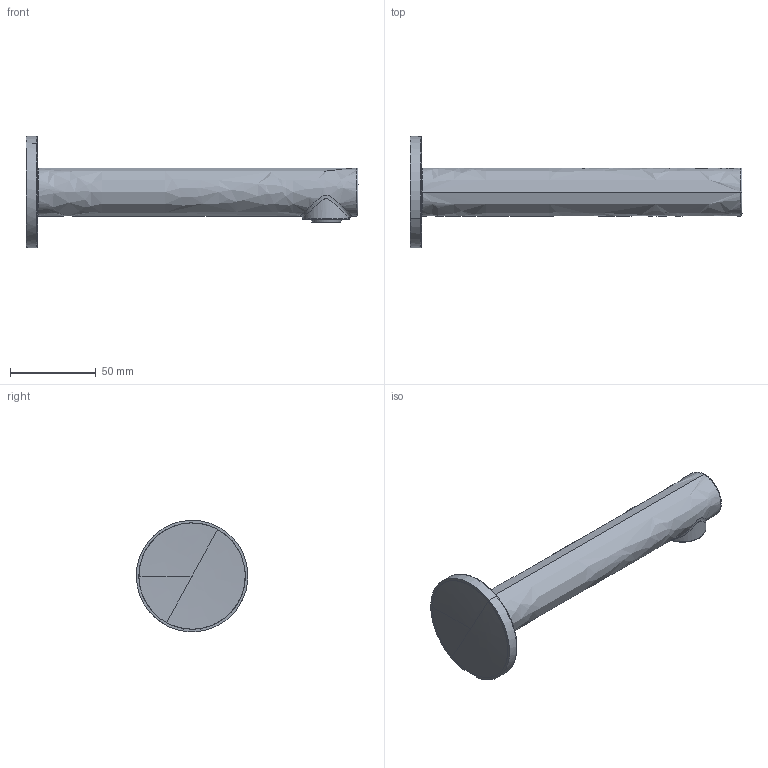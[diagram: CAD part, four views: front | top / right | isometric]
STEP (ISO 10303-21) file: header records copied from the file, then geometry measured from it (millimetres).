
FILE_DESCRIPTION(('CAx-IF Rec.Pracs.---Model Styling and Organization---1.2---2011-12-15','CAx-IF Rec.Pracs.---Geometric and Assembly Validation Properties---4.1---2014-06-16','CAx-IF Rec.Pracs.---PMI Polyline Presentation---2.0---2013-05-24'),'2;1');
FILE_NAME('1000110928_PPR_000.stp','2017-01-10T06:20:06+01:00',(''),(''),'STEP Interface 4.0.1101 by CT CoreTechnologie','3D_Evolution4.0.1101 by CT CoreTechnologie','');
FILE_SCHEMA(('AP203_CONFIGURATION_CONTROLLED_3D_DESIGN_OF_MECHANICAL_PARTS_AND_ASSEMBLIES_MIM_LF'));
Length unit declared in the file: millimetre
Products named in the file (6): P_2 Wanneneinlauf Axor Uno³ 1000110928_PPR_000_A0; P_2 Auslauf Wanneneinlauf Axor Uno³ 1000110926_PPA_000_A0; Gewindestift DIN914-M5x6-A2 1000025631_PPA_000_A0; SR_CA-M24x1_CC_C-air_dunkelgrau 1000099548_PPR_000_A0; SR_CA_M24x1_CC_C-air_dunkelgrau Dummy 1000099549_PPA_000_A0; P_2 Rosette_WE_Metropol_S 1000110535_PPA_000_A0
Assembly tree (5 placements, depth 3):
  P_2 Wanneneinlauf Axor Uno³ 1000110928_PPR_000_A0
    P_2 Auslauf Wanneneinlauf Axor Uno³ 1000110926_PPA_000_A0
    Gewindestift DIN914-M5x6-A2 1000025631_PPA_000_A0
    SR_CA-M24x1_CC_C-air_dunkelgrau 1000099548_PPR_000_A0
      SR_CA_M24x1_CC_C-air_dunkelgrau Dummy 1000099549_PPA_000_A0
    P_2 Rosette_WE_Metropol_S 1000110535_PPA_000_A0
Bounding box: 193.5 x 64.9 x 64.93 mm (x, y, z)
Volume: 137528.4 mm3; surface area: 31286.7 mm2
Topology: 5 solids, 6 shells, 892 faces, 2367 edges, 1496 vertices
Faces by surface type: plane 466, cylinder 234, bspline 192
Entity records: 39891 total; most frequent: CARTESIAN_POINT 8360, ORIENTED_EDGE 4718, DIRECTION 4670, EDGE_CURVE 2359, AXIS2_PLACEMENT_3D 1629, VERTEX_POINT 1496, VECTOR 1412, LINE 1412
